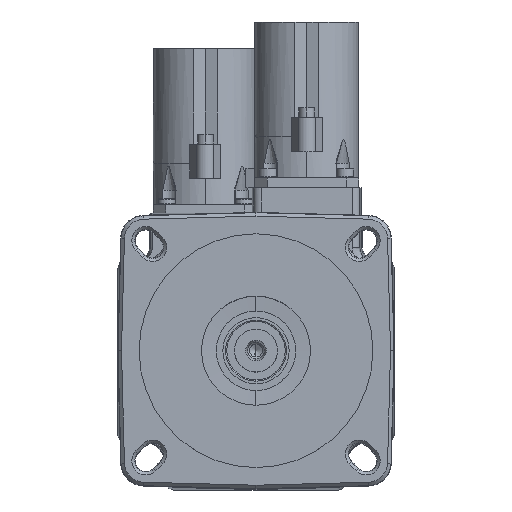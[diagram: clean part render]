
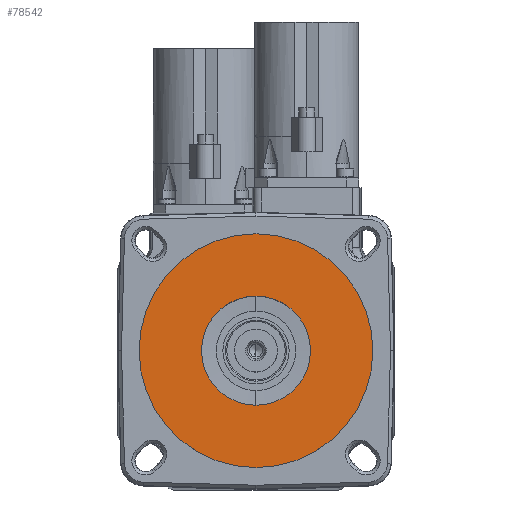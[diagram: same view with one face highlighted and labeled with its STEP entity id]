
A CAD part, top view. The second image highlights one B-rep face of the part: STEP entity #78542.
In plain terms, the highlighted planar face has unit normal (0, 0, 1).
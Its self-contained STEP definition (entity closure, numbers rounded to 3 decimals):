
#29726=CARTESIAN_POINT('',(0.,0.,79.6));
#29727=DIRECTION('',(0.,0.,1.));
#29728=DIRECTION('',(0.,1.,0.));
#29729=AXIS2_PLACEMENT_3D('',#29726,#29727,#29728);
#29739=CARTESIAN_POINT('',(0.,0.,79.6));
#29740=DIRECTION('',(0.,0.,-1.));
#29741=DIRECTION('',(0.,1.,0.));
#29742=AXIS2_PLACEMENT_3D('',#29739,#29740,#29741);
#29744=CARTESIAN_POINT('',(0.,0.,79.6));
#29745=DIRECTION('',(0.,0.,1.));
#29746=DIRECTION('',(0.,1.,0.));
#29747=AXIS2_PLACEMENT_3D('',#29744,#29745,#29746);
#29749=CARTESIAN_POINT('',(0.,0.,79.6));
#29750=DIRECTION('',(0.,0.,-1.));
#29751=DIRECTION('',(0.,1.,0.));
#29752=AXIS2_PLACEMENT_3D('',#29749,#29750,#29751);
#40262=CARTESIAN_POINT('',(0.,30.,79.6));
#40264=VERTEX_POINT('',#40262);
#40266=CARTESIAN_POINT('',(0.,-30.,79.6));
#40268=VERTEX_POINT('',#40266);
#40270=CARTESIAN_POINT('',(0.,14.,79.6));
#40271=CARTESIAN_POINT('',(0.,-14.,79.6));
#40272=VERTEX_POINT('',#40270);
#40273=VERTEX_POINT('',#40271);
#78527=CARTESIAN_POINT('',(0.,0.,79.6));
#78528=DIRECTION('',(0.,0.,1.));
#78529=DIRECTION('',(0.,1.,0.));
#78530=AXIS2_PLACEMENT_3D('',#78527,#78528,#78529);
#78531=PLANE('',#78530);
#78532=ORIENTED_EDGE('',*,*,#78522,.T.);
#78533=ORIENTED_EDGE('',*,*,#78506,.F.);
#78534=EDGE_LOOP('',(#78532,#78533));
#78535=FACE_OUTER_BOUND('',#78534,.F.);
#78537=ORIENTED_EDGE('',*,*,#78536,.T.);
#78539=ORIENTED_EDGE('',*,*,#78538,.F.);
#78540=EDGE_LOOP('',(#78537,#78539));
#78541=FACE_BOUND('',#78540,.F.);
#78542=ADVANCED_FACE('',(#78535,#78541),#78531,.T.);
#29730=CIRCLE('',#29729,30.);
#29743=CIRCLE('',#29742,30.);
#29748=CIRCLE('',#29747,14.);
#29753=CIRCLE('',#29752,14.);
#78506=EDGE_CURVE('',#40264,#40268,#29730,.T.);
#78522=EDGE_CURVE('',#40264,#40268,#29743,.T.);
#78536=EDGE_CURVE('',#40272,#40273,#29748,.T.);
#78538=EDGE_CURVE('',#40272,#40273,#29753,.T.);
